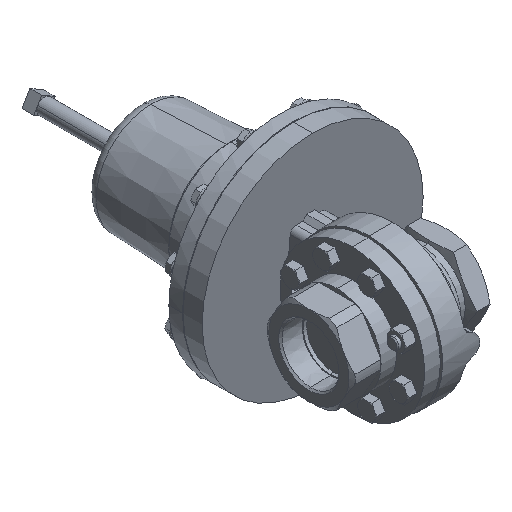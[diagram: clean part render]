
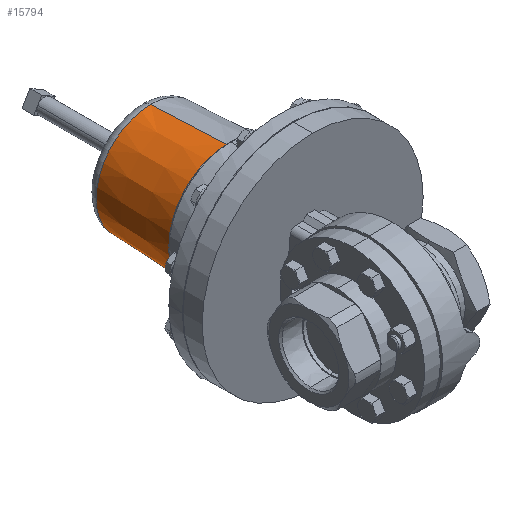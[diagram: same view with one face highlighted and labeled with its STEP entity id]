
A CAD part, isometric view. The second image highlights one B-rep face of the part: STEP entity #15794.
In plain terms, the highlighted conical face has half-angle 2.52 degrees and reference radius 46.979 mm.
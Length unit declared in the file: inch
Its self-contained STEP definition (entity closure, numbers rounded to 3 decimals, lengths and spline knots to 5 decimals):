
#309 = LINE ( 'NONE', #13885, #11913 ) ;
#1018 = CARTESIAN_POINT ( 'NONE',  ( 0., 7.72885, -1.74263 ) ) ;
#1090 = VECTOR ( 'NONE', #1554, 39.37008 ) ;
#1289 = CARTESIAN_POINT ( 'NONE',  ( 0., 5.29837, -1.84958 ) ) ;
#1433 = DIRECTION ( 'NONE',  ( 0., 0., 1. ) ) ;
#1554 = DIRECTION ( 'NONE',  ( 0., -0.999, 0.044 ) ) ;
#2579 = EDGE_CURVE ( 'NONE', #3820, #6427, #309, .T. ) ;
#3129 = CARTESIAN_POINT ( 'NONE',  ( 0., 5.29837, 0. ) ) ;
#3820 = VERTEX_POINT ( 'NONE', #1018 ) ;
#4832 = EDGE_CURVE ( 'NONE', #6427, #10208, #12290, .T. ) ;
#4845 = DIRECTION ( 'NONE',  ( 0., 0., 1. ) ) ;
#5638 = AXIS2_PLACEMENT_3D ( 'NONE', #12504, #10953, #14211 ) ;
#5725 = DIRECTION ( 'NONE',  ( 0., 1., 0. ) ) ;
#6023 = ORIENTED_EDGE ( 'NONE', *, *, #16541, .F. ) ;
#6078 = CARTESIAN_POINT ( 'NONE',  ( 0., 7.72885, 0. ) ) ;
#6427 = VERTEX_POINT ( 'NONE', #1289 ) ;
#7085 = LINE ( 'NONE', #17377, #1090 ) ;
#7770 = CIRCLE ( 'NONE', #14204, 1.74263 ) ;
#8888 = ORIENTED_EDGE ( 'NONE', *, *, #2579, .T. ) ;
#9145 = CONICAL_SURFACE ( 'NONE', #5638, 1.84958, 0.044 ) ;
#10208 = VERTEX_POINT ( 'NONE', #13027 ) ;
#10505 = EDGE_LOOP ( 'NONE', ( #6023, #11961, #8888, #18380 ) ) ;
#10867 = VERTEX_POINT ( 'NONE', #15110 ) ;
#10953 = DIRECTION ( 'NONE',  ( 0., -1., 0. ) ) ;
#11913 = VECTOR ( 'NONE', #12528, 39.37008 ) ;
#11958 = DIRECTION ( 'NONE',  ( 0., 1., 0. ) ) ;
#11961 = ORIENTED_EDGE ( 'NONE', *, *, #14091, .F. ) ;
#12290 = CIRCLE ( 'NONE', #13775, 1.84958 ) ;
#12504 = CARTESIAN_POINT ( 'NONE',  ( 0., 5.29837, 0. ) ) ;
#12528 = DIRECTION ( 'NONE',  ( 0., -0.999, -0.044 ) ) ;
#13027 = CARTESIAN_POINT ( 'NONE',  ( 0., 5.29837, 1.84958 ) ) ;
#13585 = FACE_OUTER_BOUND ( 'NONE', #10505, .T. ) ;
#13775 = AXIS2_PLACEMENT_3D ( 'NONE', #3129, #5725, #1433 ) ;
#13885 = CARTESIAN_POINT ( 'NONE',  ( 0., 5.29837, -1.84958 ) ) ;
#14091 = EDGE_CURVE ( 'NONE', #3820, #10867, #7770, .T. ) ;
#14204 = AXIS2_PLACEMENT_3D ( 'NONE', #6078, #11958, #4845 ) ;
#14211 = DIRECTION ( 'NONE',  ( 0., 0., -1. ) ) ;
#15110 = CARTESIAN_POINT ( 'NONE',  ( 0., 7.72885, 1.74263 ) ) ;
#15794 = ADVANCED_FACE ( 'NONE', ( #13585 ), #9145, .T. ) ;
#16541 = EDGE_CURVE ( 'NONE', #10867, #10208, #7085, .T. ) ;
#17377 = CARTESIAN_POINT ( 'NONE',  ( 0., 5.29837, 1.84958 ) ) ;
#18380 = ORIENTED_EDGE ( 'NONE', *, *, #4832, .T. ) ;
